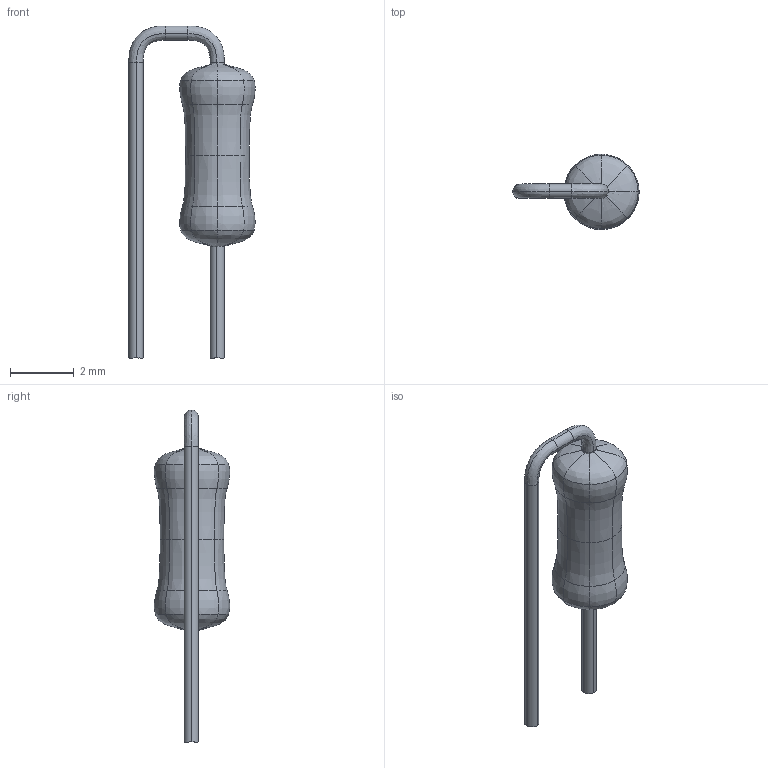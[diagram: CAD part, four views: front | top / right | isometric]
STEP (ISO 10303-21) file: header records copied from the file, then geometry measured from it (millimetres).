
FILE_DESCRIPTION(('FreeCAD Model'),'2;1');
FILE_NAME('generic_6.3mm_resistor_vertical_2.54mm_spacing.step','2018-10-16T20:33:41',('Author'),(''), 'Open CASCADE STEP processor 7.2','FreeCAD','Unknown');
FILE_SCHEMA(('AUTOMOTIVE_DESIGN_CC2 { 1 2 10303 214 -1 1 5 4 }'));
Length unit declared in the file: millimetre
Products named in the file (2): body; lead
Bounding box: 3.96 x 2.37 x 10.42 mm (x, y, z)
Volume: 22.9 mm3; surface area: 74 mm2
Topology: 2 solids, 2 shells, 70 faces, 148 edges, 66 vertices
Faces by surface type: bspline 56, cylinder 12, plane 2
Entity records: 3292 total; most frequent: CARTESIAN_POINT 2109, ORIENTED_EDGE 264, DIRECTION 170, EDGE_CURVE 132, AXIS2_PLACEMENT_3D 79, ADVANCED_FACE 70, FACE_BOUND 70, EDGE_LOOP 70
